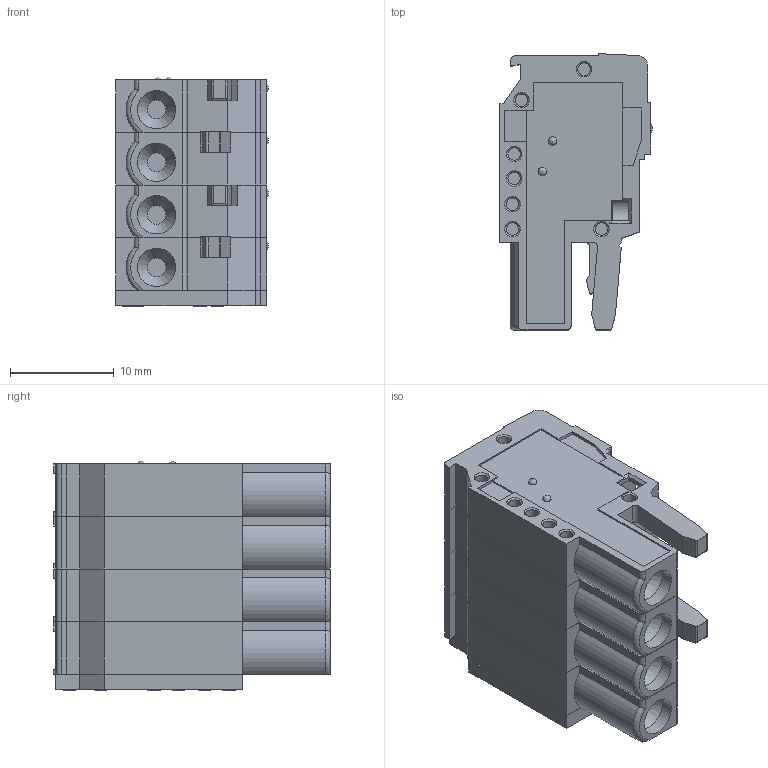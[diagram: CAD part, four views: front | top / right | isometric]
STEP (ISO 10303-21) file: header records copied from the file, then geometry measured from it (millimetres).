
FILE_DESCRIPTION(/* description */ ('Unknown'),/* implementation_level */ '2;1');
FILE_NAME(/* name */ 'MC700-50804..A-20230306',/* time_stamp */ '2023-03-27T11:25:36+08:00',/* author */ ('Unknown'),/* organization */ ('Unknown'),/* preprocessor_version */ 'ST-DEVELOPER v16.7',/* originating_system */ 'DEX',/* authorisation */ $);
FILE_SCHEMA (('AUTOMOTIVE_DESIGN {1 0 10303 214 3 1 1}'));
Length unit declared in the file: millimetre
Products named in the file (1): MC700-50804..A-20230306
Bounding box: 14.75 x 26.7 x 22.17 mm (x, y, z)
Volume: 5808.9 mm3; surface area: 5327.7 mm2
Topology: 1 solids, 1 shells, 513 faces, 1392 edges, 917 vertices
Faces by surface type: plane 392, cylinder 93, cone 11, torus 11, sphere 6
Full cylindrical faces by diameter (mm): 1.1 x4, 1.2 x7, 1.25 x7, 1.3 x7, 1.5 x4, 1.8 x4, 3.7 x4, 4.2 x4
Entity records: 15758 total; most frequent: CARTESIAN_POINT 2994, ORIENTED_EDGE 2594, DIRECTION 2518, EDGE_CURVE 1297, LINE 1088, VECTOR 1088, VERTEX_POINT 887, AXIS2_PLACEMENT_3D 715
